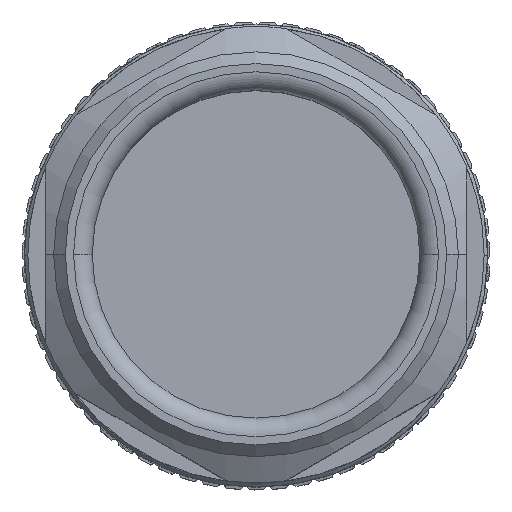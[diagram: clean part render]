
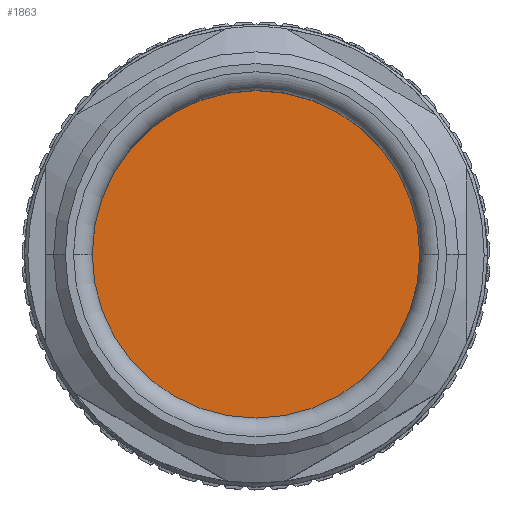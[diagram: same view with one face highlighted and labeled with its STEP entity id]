
A CAD part, top view. The second image highlights one B-rep face of the part: STEP entity #1863.
In plain terms, the highlighted planar face has unit normal (0, 0, 1).
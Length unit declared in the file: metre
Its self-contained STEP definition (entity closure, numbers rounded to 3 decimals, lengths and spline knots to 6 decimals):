
#79 = ORIENTED_EDGE ( 'NONE', *, *, #183, .F. ) ;
#183 = EDGE_CURVE ( 'NONE', #6737, #344, #9265, .T. ) ;
#344 = VERTEX_POINT ( 'NONE', #6359 ) ;
#1863 = ADVANCED_FACE ( 'NONE', ( #5796 ), #7798, .F. ) ;
#2207 = DIRECTION ( 'NONE',  ( 0., 0., -1. ) ) ;
#2320 = AXIS2_PLACEMENT_3D ( 'NONE', #4266, #10611, #5154 ) ;
#2339 = CARTESIAN_POINT ( 'NONE',  ( 0., 0., 0. ) ) ;
#3275 = DIRECTION ( 'NONE',  ( 0., 0., -1. ) ) ;
#3841 = AXIS2_PLACEMENT_3D ( 'NONE', #7664, #2207, #8581 ) ;
#4266 = CARTESIAN_POINT ( 'NONE',  ( 0., 0., 0. ) ) ;
#4451 = CIRCLE ( 'NONE', #3841, 0.007 ) ;
#5154 = DIRECTION ( 'NONE',  ( -1., 0., 0. ) ) ;
#5796 = FACE_OUTER_BOUND ( 'NONE', #9610, .T. ) ;
#6347 = ORIENTED_EDGE ( 'NONE', *, *, #8393, .F. ) ;
#6359 = CARTESIAN_POINT ( 'NONE',  ( 0.007, 0., 0. ) ) ;
#6737 = VERTEX_POINT ( 'NONE', #7653 ) ;
#7653 = CARTESIAN_POINT ( 'NONE',  ( -0.007, 0., 0. ) ) ;
#7664 = CARTESIAN_POINT ( 'NONE',  ( 0., 0., 0. ) ) ;
#7798 = PLANE ( 'NONE',  #9668 ) ;
#8393 = EDGE_CURVE ( 'NONE', #344, #6737, #4451, .T. ) ;
#8581 = DIRECTION ( 'NONE',  ( -1., 0., 0. ) ) ;
#9265 = CIRCLE ( 'NONE', #2320, 0.007 ) ;
#9610 = EDGE_LOOP ( 'NONE', ( #79, #6347 ) ) ;
#9625 = DIRECTION ( 'NONE',  ( -1., 0., 0. ) ) ;
#9668 = AXIS2_PLACEMENT_3D ( 'NONE', #2339, #3275, #9625 ) ;
#10611 = DIRECTION ( 'NONE',  ( 0., 0., -1. ) ) ;
